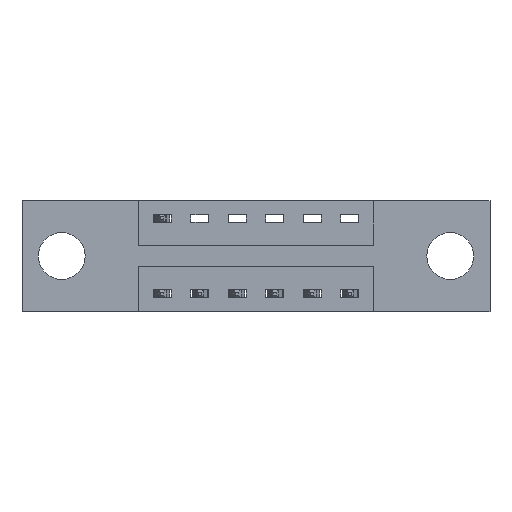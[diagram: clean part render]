
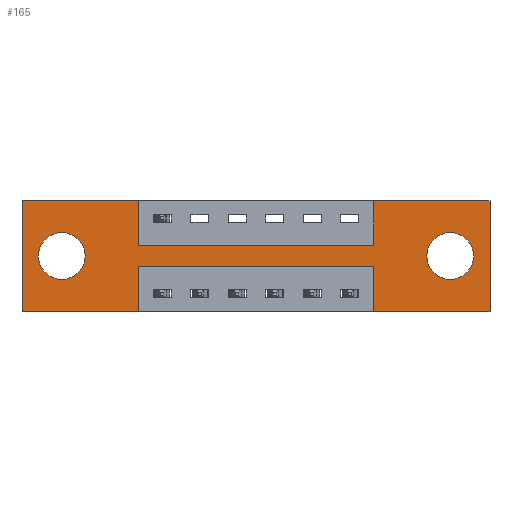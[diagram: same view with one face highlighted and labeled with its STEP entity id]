
A CAD part, front view. The second image highlights one B-rep face of the part: STEP entity #165.
In plain terms, the highlighted planar face has unit normal (0, -1, 0).
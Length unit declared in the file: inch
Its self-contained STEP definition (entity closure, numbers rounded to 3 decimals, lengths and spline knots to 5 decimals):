
#22 = DIRECTION ( 'NONE',  ( 0., 0., -1. ) ) ;
#37 = ORIENTED_EDGE ( 'NONE', *, *, #683, .F. ) ;
#46 = FACE_BOUND ( 'NONE', #125, .T. ) ;
#125 = EDGE_LOOP ( 'NONE', ( #8063, #2478 ) ) ;
#165 = ADVANCED_FACE ( 'NONE', ( #5696, #46, #1880 ), #3355, .T. ) ;
#215 = VERTEX_POINT ( 'NONE', #4118 ) ;
#288 = AXIS2_PLACEMENT_3D ( 'NONE', #6701, #2727, #7343 ) ;
#306 = LINE ( 'NONE', #5238, #7204 ) ;
#480 = VECTOR ( 'NONE', #6654, 39.37008 ) ;
#536 = DIRECTION ( 'NONE',  ( 0., 0., 1. ) ) ;
#547 = VECTOR ( 'NONE', #5985, 39.37008 ) ;
#584 = LINE ( 'NONE', #8397, #5784 ) ;
#623 = ORIENTED_EDGE ( 'NONE', *, *, #5825, .F. ) ;
#654 = CARTESIAN_POINT ( 'NONE',  ( 1.4275, 0., -0.185 ) ) ;
#683 = EDGE_CURVE ( 'NONE', #2588, #7158, #2836, .T. ) ;
#737 = DIRECTION ( 'NONE',  ( 0., 1., 0. ) ) ;
#793 = EDGE_CURVE ( 'NONE', #6909, #3113, #584, .T. ) ;
#854 = CIRCLE ( 'NONE', #3782, 0.078 ) ;
#865 = CARTESIAN_POINT ( 'NONE',  ( 1.4275, 0., -0.263 ) ) ;
#915 = EDGE_CURVE ( 'NONE', #8343, #1664, #3175, .T. ) ;
#960 = LINE ( 'NONE', #6952, #2582 ) ;
#1013 = VECTOR ( 'NONE', #22, 39.37008 ) ;
#1137 = LINE ( 'NONE', #4857, #6296 ) ;
#1189 = CARTESIAN_POINT ( 'NONE',  ( 1.1725, 0., -0.22 ) ) ;
#1280 = VECTOR ( 'NONE', #3434, 39.37008 ) ;
#1350 = DIRECTION ( 'NONE',  ( 0., 0., -1. ) ) ;
#1604 = CARTESIAN_POINT ( 'NONE',  ( 0.1325, 0., -0.107 ) ) ;
#1615 = ORIENTED_EDGE ( 'NONE', *, *, #2653, .F. ) ;
#1624 = DIRECTION ( 'NONE',  ( -1., 0., 0. ) ) ;
#1664 = VERTEX_POINT ( 'NONE', #865 ) ;
#1880 = FACE_OUTER_BOUND ( 'NONE', #8546, .T. ) ;
#1901 = AXIS2_PLACEMENT_3D ( 'NONE', #8471, #4638, #536 ) ;
#1903 = DIRECTION ( 'NONE',  ( 0., 0., 1. ) ) ;
#1934 = ORIENTED_EDGE ( 'NONE', *, *, #5660, .F. ) ;
#1952 = ORIENTED_EDGE ( 'NONE', *, *, #5928, .T. ) ;
#2182 = CARTESIAN_POINT ( 'NONE',  ( 0., 0., 0. ) ) ;
#2244 = VERTEX_POINT ( 'NONE', #6458 ) ;
#2478 = ORIENTED_EDGE ( 'NONE', *, *, #4055, .T. ) ;
#2480 = CARTESIAN_POINT ( 'NONE',  ( 1.56, 0., 0. ) ) ;
#2553 = CARTESIAN_POINT ( 'NONE',  ( 0.3875, 0., -0.37 ) ) ;
#2582 = VECTOR ( 'NONE', #5085, 39.37008 ) ;
#2588 = VERTEX_POINT ( 'NONE', #8134 ) ;
#2608 = ORIENTED_EDGE ( 'NONE', *, *, #793, .F. ) ;
#2653 = EDGE_CURVE ( 'NONE', #7946, #2244, #4732, .T. ) ;
#2677 = LINE ( 'NONE', #7302, #1280 ) ;
#2727 = DIRECTION ( 'NONE',  ( 0., 1., 0. ) ) ;
#2757 = VERTEX_POINT ( 'NONE', #3775 ) ;
#2836 = LINE ( 'NONE', #4589, #1013 ) ;
#2920 = DIRECTION ( 'NONE',  ( -1., 0., 0. ) ) ;
#3021 = CARTESIAN_POINT ( 'NONE',  ( 0.3875, 0., -0.15 ) ) ;
#3087 = DIRECTION ( 'NONE',  ( 0., 0., -1. ) ) ;
#3113 = VERTEX_POINT ( 'NONE', #5578 ) ;
#3159 = DIRECTION ( 'NONE',  ( 0., 0., -1. ) ) ;
#3175 = CIRCLE ( 'NONE', #5458, 0.078 ) ;
#3212 = EDGE_CURVE ( 'NONE', #2244, #4563, #960, .T. ) ;
#3235 = EDGE_LOOP ( 'NONE', ( #7186, #1952 ) ) ;
#3334 = LINE ( 'NONE', #7836, #3555 ) ;
#3355 = PLANE ( 'NONE',  #8483 ) ;
#3383 = CARTESIAN_POINT ( 'NONE',  ( 0.1325, 0., -0.263 ) ) ;
#3434 = DIRECTION ( 'NONE',  ( 0., 0., -1. ) ) ;
#3442 = EDGE_CURVE ( 'NONE', #2757, #8544, #7516, .T. ) ;
#3530 = DIRECTION ( 'NONE',  ( -1., 0., 0. ) ) ;
#3555 = VECTOR ( 'NONE', #1903, 39.37008 ) ;
#3628 = ORIENTED_EDGE ( 'NONE', *, *, #3442, .F. ) ;
#3650 = CARTESIAN_POINT ( 'NONE',  ( 1.4275, 0., -0.185 ) ) ;
#3775 = CARTESIAN_POINT ( 'NONE',  ( 1.1725, 0., 0. ) ) ;
#3782 = AXIS2_PLACEMENT_3D ( 'NONE', #654, #5414, #1350 ) ;
#4055 = EDGE_CURVE ( 'NONE', #5225, #6869, #7545, .T. ) ;
#4118 = CARTESIAN_POINT ( 'NONE',  ( 0., 0., -0.37 ) ) ;
#4164 = ORIENTED_EDGE ( 'NONE', *, *, #5941, .F. ) ;
#4285 = LINE ( 'NONE', #6255, #5808 ) ;
#4498 = DIRECTION ( 'NONE',  ( 0., 0., 1. ) ) ;
#4563 = VERTEX_POINT ( 'NONE', #1189 ) ;
#4589 = CARTESIAN_POINT ( 'NONE',  ( 0.3875, 0., -0.37 ) ) ;
#4638 = DIRECTION ( 'NONE',  ( 0., 1., 0. ) ) ;
#4663 = ORIENTED_EDGE ( 'NONE', *, *, #6845, .F. ) ;
#4732 = LINE ( 'NONE', #6914, #7537 ) ;
#4776 = ORIENTED_EDGE ( 'NONE', *, *, #3212, .F. ) ;
#4814 = CARTESIAN_POINT ( 'NONE',  ( 0.3875, 0., 0. ) ) ;
#4833 = VERTEX_POINT ( 'NONE', #4814 ) ;
#4857 = CARTESIAN_POINT ( 'NONE',  ( 0.3875, 0., -0.22 ) ) ;
#5047 = LINE ( 'NONE', #7700, #6121 ) ;
#5085 = DIRECTION ( 'NONE',  ( 0., 0., 1. ) ) ;
#5219 = CARTESIAN_POINT ( 'NONE',  ( 0., 0., -0.37 ) ) ;
#5225 = VERTEX_POINT ( 'NONE', #3383 ) ;
#5238 = CARTESIAN_POINT ( 'NONE',  ( 0., 0., 0. ) ) ;
#5414 = DIRECTION ( 'NONE',  ( 0., 1., 0. ) ) ;
#5441 = VERTEX_POINT ( 'NONE', #2182 ) ;
#5458 = AXIS2_PLACEMENT_3D ( 'NONE', #3650, #737, #3087 ) ;
#5540 = DIRECTION ( 'NONE',  ( 1., 0., 0. ) ) ;
#5578 = CARTESIAN_POINT ( 'NONE',  ( 1.1725, 0., -0.15 ) ) ;
#5660 = EDGE_CURVE ( 'NONE', #3113, #2757, #5047, .T. ) ;
#5664 = CARTESIAN_POINT ( 'NONE',  ( 1.4275, 0., -0.107 ) ) ;
#5696 = FACE_BOUND ( 'NONE', #3235, .T. ) ;
#5732 = EDGE_CURVE ( 'NONE', #5441, #4833, #306, .T. ) ;
#5784 = VECTOR ( 'NONE', #5540, 39.37008 ) ;
#5801 = EDGE_CURVE ( 'NONE', #6869, #5225, #8507, .T. ) ;
#5808 = VECTOR ( 'NONE', #2920, 39.37008 ) ;
#5825 = EDGE_CURVE ( 'NONE', #215, #5441, #3334, .T. ) ;
#5828 = ORIENTED_EDGE ( 'NONE', *, *, #5732, .F. ) ;
#5862 = DIRECTION ( 'NONE',  ( 1., 0., 0. ) ) ;
#5891 = LINE ( 'NONE', #6019, #480 ) ;
#5928 = EDGE_CURVE ( 'NONE', #1664, #8343, #854, .T. ) ;
#5941 = EDGE_CURVE ( 'NONE', #8544, #7946, #2677, .T. ) ;
#5985 = DIRECTION ( 'NONE',  ( 1., 0., 0. ) ) ;
#6019 = CARTESIAN_POINT ( 'NONE',  ( 0.3875, 0., 0. ) ) ;
#6121 = VECTOR ( 'NONE', #4498, 39.37008 ) ;
#6255 = CARTESIAN_POINT ( 'NONE',  ( 0., 0., -0.37 ) ) ;
#6296 = VECTOR ( 'NONE', #3530, 39.37008 ) ;
#6341 = DIRECTION ( 'NONE',  ( 0., -1., 0. ) ) ;
#6458 = CARTESIAN_POINT ( 'NONE',  ( 1.1725, 0., -0.37 ) ) ;
#6634 = CARTESIAN_POINT ( 'NONE',  ( 1.56, 0., -0.37 ) ) ;
#6644 = ORIENTED_EDGE ( 'NONE', *, *, #7416, .F. ) ;
#6654 = DIRECTION ( 'NONE',  ( 0., 0., -1. ) ) ;
#6701 = CARTESIAN_POINT ( 'NONE',  ( 0.1325, 0., -0.185 ) ) ;
#6845 = EDGE_CURVE ( 'NONE', #7158, #215, #4285, .T. ) ;
#6869 = VERTEX_POINT ( 'NONE', #1604 ) ;
#6909 = VERTEX_POINT ( 'NONE', #3021 ) ;
#6914 = CARTESIAN_POINT ( 'NONE',  ( 0., 0., -0.37 ) ) ;
#6952 = CARTESIAN_POINT ( 'NONE',  ( 1.1725, 0., -0.37 ) ) ;
#7158 = VERTEX_POINT ( 'NONE', #2553 ) ;
#7186 = ORIENTED_EDGE ( 'NONE', *, *, #915, .T. ) ;
#7204 = VECTOR ( 'NONE', #5862, 39.37008 ) ;
#7227 = CARTESIAN_POINT ( 'NONE',  ( 0., 0., 0. ) ) ;
#7302 = CARTESIAN_POINT ( 'NONE',  ( 1.56, 0., 0. ) ) ;
#7343 = DIRECTION ( 'NONE',  ( 0., 0., 1. ) ) ;
#7416 = EDGE_CURVE ( 'NONE', #4563, #2588, #1137, .T. ) ;
#7432 = ORIENTED_EDGE ( 'NONE', *, *, #7966, .F. ) ;
#7516 = LINE ( 'NONE', #7227, #547 ) ;
#7537 = VECTOR ( 'NONE', #1624, 39.37008 ) ;
#7545 = CIRCLE ( 'NONE', #288, 0.078 ) ;
#7700 = CARTESIAN_POINT ( 'NONE',  ( 1.1725, 0., 0. ) ) ;
#7836 = CARTESIAN_POINT ( 'NONE',  ( 0., 0., 0. ) ) ;
#7946 = VERTEX_POINT ( 'NONE', #6634 ) ;
#7966 = EDGE_CURVE ( 'NONE', #4833, #6909, #5891, .T. ) ;
#8063 = ORIENTED_EDGE ( 'NONE', *, *, #5801, .T. ) ;
#8134 = CARTESIAN_POINT ( 'NONE',  ( 0.3875, 0., -0.22 ) ) ;
#8343 = VERTEX_POINT ( 'NONE', #5664 ) ;
#8397 = CARTESIAN_POINT ( 'NONE',  ( 0.3875, 0., -0.15 ) ) ;
#8471 = CARTESIAN_POINT ( 'NONE',  ( 0.1325, 0., -0.185 ) ) ;
#8483 = AXIS2_PLACEMENT_3D ( 'NONE', #5219, #6341, #3159 ) ;
#8507 = CIRCLE ( 'NONE', #1901, 0.078 ) ;
#8544 = VERTEX_POINT ( 'NONE', #2480 ) ;
#8546 = EDGE_LOOP ( 'NONE', ( #37, #6644, #4776, #1615, #4164, #3628, #1934, #2608, #7432, #5828, #623, #4663 ) ) ;
